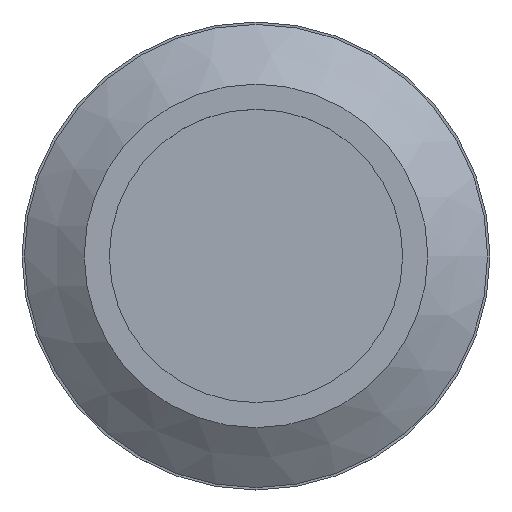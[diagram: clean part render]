
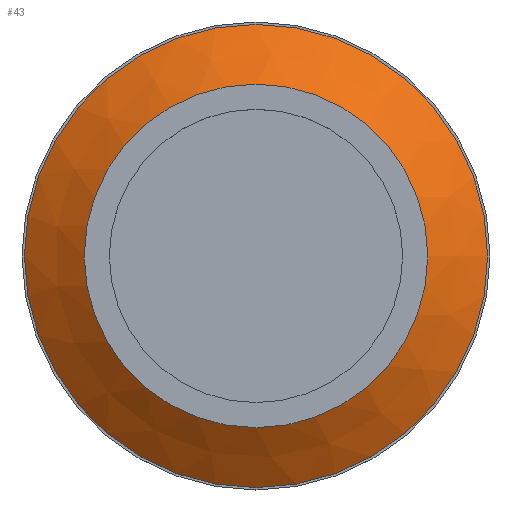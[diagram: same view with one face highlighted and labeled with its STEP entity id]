
A CAD part, top view. The second image highlights one B-rep face of the part: STEP entity #43.
In plain terms, the highlighted conical face has half-angle 55 degrees and reference radius 16.579 mm.
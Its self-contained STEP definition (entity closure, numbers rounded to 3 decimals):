
#43 = ADVANCED_FACE( '', ( #93, #94 ), #95, .T. );
#93 = FACE_BOUND( '', #158, .T. );
#94 = FACE_OUTER_BOUND( '', #159, .T. );
#95 = CONICAL_SURFACE( '', #160, 16.579, 0.96 );
#158 = EDGE_LOOP( '', ( #221 ) );
#159 = EDGE_LOOP( '', ( #222 ) );
#160 = AXIS2_PLACEMENT_3D( '', #223, #224, #225 );
#221 = ORIENTED_EDGE( '', *, *, #301, .F. );
#222 = ORIENTED_EDGE( '', *, *, #303, .T. );
#223 = CARTESIAN_POINT( '', ( 0., 0., 6.8 ) );
#224 = DIRECTION( '', ( 0., 0., -1. ) );
#225 = DIRECTION( '', ( -1., 0., 0. ) );
#301 = EDGE_CURVE( '', #332, #332, #333, .T. );
#303 = EDGE_CURVE( '', #335, #335, #336, .T. );
#332 = VERTEX_POINT( '', #375 );
#333 = CIRCLE( '', #376, 12.294 );
#335 = VERTEX_POINT( '', #378 );
#336 = CIRCLE( '', #379, 16.579 );
#375 = CARTESIAN_POINT( '', ( 12.294, 0., 9.8 ) );
#376 = AXIS2_PLACEMENT_3D( '', #418, #419, #420 );
#378 = CARTESIAN_POINT( '', ( 16.579, 0., 6.8 ) );
#379 = AXIS2_PLACEMENT_3D( '', #421, #422, #423 );
#418 = CARTESIAN_POINT( '', ( 0., 0., 9.8 ) );
#419 = DIRECTION( '', ( 0., 0., 1. ) );
#420 = DIRECTION( '', ( 1., 0., 0. ) );
#421 = CARTESIAN_POINT( '', ( 0., 0., 6.8 ) );
#422 = DIRECTION( '', ( 0., 0., 1. ) );
#423 = DIRECTION( '', ( 1., 0., 0. ) );
